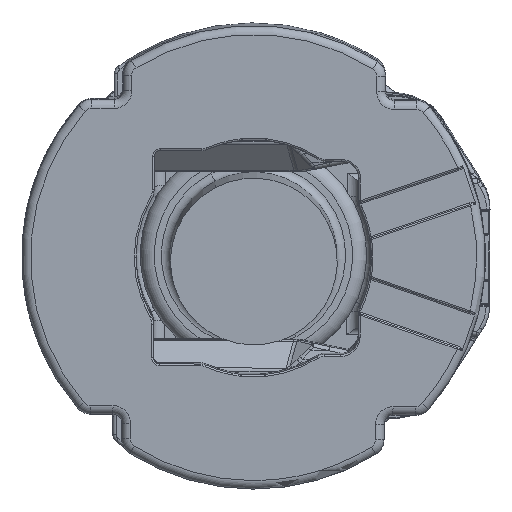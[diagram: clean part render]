
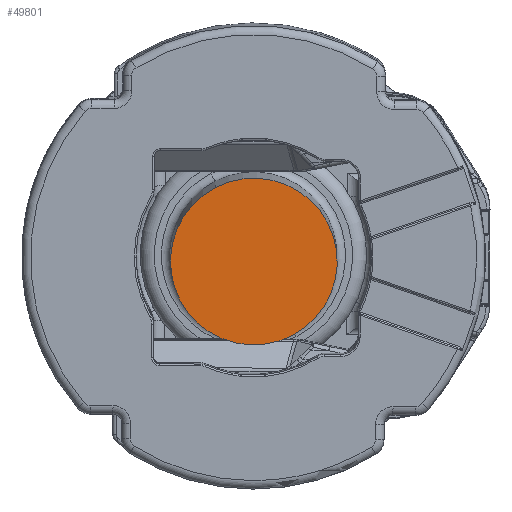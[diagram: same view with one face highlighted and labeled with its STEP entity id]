
A CAD part, left-side view. The second image highlights one B-rep face of the part: STEP entity #49801.
In plain terms, the highlighted planar face has unit normal (-1, -0.002, -0.025).
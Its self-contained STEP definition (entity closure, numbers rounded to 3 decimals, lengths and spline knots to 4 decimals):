
#49781=AXIS2_PLACEMENT_3D('Plane Axis2P3D',#49778,#49779,#49780) ;
#49785=AXIS2_PLACEMENT_3D('Circle Axis2P3D',#49783,#49784,$) ;
#49794=AXIS2_PLACEMENT_3D('Circle Axis2P3D',#49792,#49793,$) ;
#49778=CARTESIAN_POINT('Axis2P3D Location',(-19.4437,-0.0323,-0.4953)) ;
#49783=CARTESIAN_POINT('Axis2P3D Location',(-19.4437,-0.0323,-0.4953)) ;
#49787=CARTESIAN_POINT('Vertex',(-19.555,2.1679,3.7298)) ;
#49789=CARTESIAN_POINT('Vertex',(-19.3324,-2.2325,-4.7205)) ;
#49792=CARTESIAN_POINT('Axis2P3D Location',(-19.4437,-0.0323,-0.4953)) ;
#49779=DIRECTION('Axis2P3D Direction',(1.,0.002,0.025)) ;
#49780=DIRECTION('Axis2P3D XDirection',(0.025,0.02,-0.999)) ;
#49784=DIRECTION('Axis2P3D Direction',(1.,0.002,0.025)) ;
#49793=DIRECTION('Axis2P3D Direction',(1.,0.002,0.025)) ;
#49798=ORIENTED_EDGE('',*,*,#49791,.T.) ;
#49799=ORIENTED_EDGE('',*,*,#49796,.T.) ;
#49801=ADVANCED_FACE('SAE Male 3/8"',(#49800),#49782,.F.) ;
#49786=CIRCLE('generated circle',#49785,4.765) ;
#49795=CIRCLE('generated circle',#49794,4.765) ;
#49791=EDGE_CURVE('',#49788,#49790,#49786,.F.) ;
#49796=EDGE_CURVE('',#49790,#49788,#49795,.F.) ;
#49797=EDGE_LOOP('',(#49798,#49799)) ;
#49800=FACE_OUTER_BOUND('',#49797,.T.) ;
#49782=PLANE('',#49781) ;
#49788=VERTEX_POINT('',#49787) ;
#49790=VERTEX_POINT('',#49789) ;
